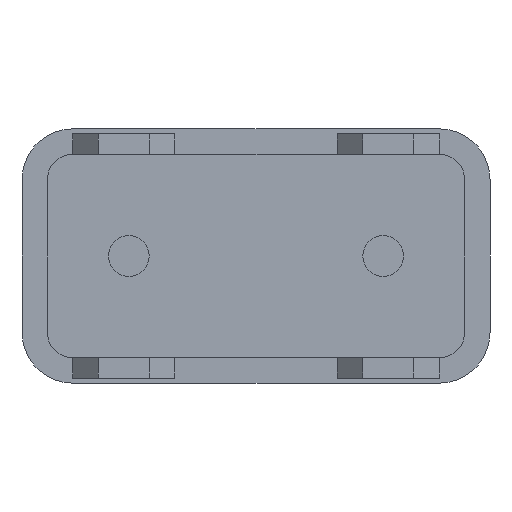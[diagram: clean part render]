
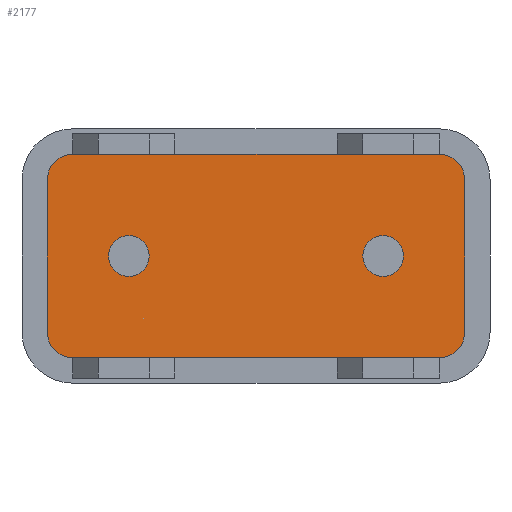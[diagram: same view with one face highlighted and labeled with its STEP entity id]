
A CAD part, front view. The second image highlights one B-rep face of the part: STEP entity #2177.
In plain terms, the highlighted planar face has unit normal (0, -1, 0).
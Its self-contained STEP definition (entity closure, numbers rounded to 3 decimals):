
#41 = ORIENTED_EDGE ( 'NONE', *, *, #1643, .T. ) ;
#107 = LINE ( 'NONE', #1516, #1889 ) ;
#153 = CIRCLE ( 'NONE', #1834, 0.25 ) ;
#173 = VERTEX_POINT ( 'NONE', #1029 ) ;
#179 = DIRECTION ( 'NONE',  ( 0., 0., -1. ) ) ;
#196 = ORIENTED_EDGE ( 'NONE', *, *, #667, .T. ) ;
#201 = DIRECTION ( 'NONE',  ( 0., -1., 0. ) ) ;
#205 = AXIS2_PLACEMENT_3D ( 'NONE', #568, #201, #1419 ) ;
#245 = DIRECTION ( 'NONE',  ( 0., -1., 0. ) ) ;
#270 = DIRECTION ( 'NONE',  ( 0., 1., 0. ) ) ;
#279 = CARTESIAN_POINT ( 'NONE',  ( -1.8, 0.25, -1. ) ) ;
#303 = EDGE_CURVE ( 'NONE', #987, #1219, #378, .T. ) ;
#366 = EDGE_CURVE ( 'NONE', #987, #1771, #1602, .T. ) ;
#368 = DIRECTION ( 'NONE',  ( 0., -1., 0. ) ) ;
#376 = DIRECTION ( 'NONE',  ( 1., 0., 0. ) ) ;
#378 = CIRCLE ( 'NONE', #205, 0.25 ) ;
#423 = DIRECTION ( 'NONE',  ( 1., 0., 0. ) ) ;
#437 = CARTESIAN_POINT ( 'NONE',  ( 2.05, 0.25, -0.75 ) ) ;
#447 = DIRECTION ( 'NONE',  ( 0., 0., 1. ) ) ;
#460 = CARTESIAN_POINT ( 'NONE',  ( -1.8, 0.25, -0.75 ) ) ;
#463 = DIRECTION ( 'NONE',  ( 0., 0., -1. ) ) ;
#479 = CARTESIAN_POINT ( 'NONE',  ( -1.8, 0.25, 1. ) ) ;
#488 = EDGE_CURVE ( 'NONE', #701, #1771, #1233, .T. ) ;
#493 = CARTESIAN_POINT ( 'NONE',  ( 1.8, 0.25, 0.75 ) ) ;
#568 = CARTESIAN_POINT ( 'NONE',  ( -1.8, 0.25, 0.75 ) ) ;
#613 = DIRECTION ( 'NONE',  ( 0., 0., -1. ) ) ;
#667 = EDGE_CURVE ( 'NONE', #173, #1130, #1629, .T. ) ;
#691 = VECTOR ( 'NONE', #376, 1000. ) ;
#701 = VERTEX_POINT ( 'NONE', #714 ) ;
#714 = CARTESIAN_POINT ( 'NONE',  ( 2.05, 0.25, 0.75 ) ) ;
#788 = CARTESIAN_POINT ( 'NONE',  ( -1.8, 0.25, -1. ) ) ;
#805 = CARTESIAN_POINT ( 'NONE',  ( 2.05, 0.25, -0.75 ) ) ;
#813 = DIRECTION ( 'NONE',  ( 0., 0., -1. ) ) ;
#883 = EDGE_CURVE ( 'NONE', #984, #701, #2176, .T. ) ;
#955 = ORIENTED_EDGE ( 'NONE', *, *, #303, .T. ) ;
#962 = VECTOR ( 'NONE', #423, 1000. ) ;
#984 = VERTEX_POINT ( 'NONE', #437 ) ;
#987 = VERTEX_POINT ( 'NONE', #479 ) ;
#988 = EDGE_LOOP ( 'NONE', ( #1961, #41, #1905, #1028, #2034, #955, #1134, #196 ) ) ;
#1028 = ORIENTED_EDGE ( 'NONE', *, *, #488, .T. ) ;
#1029 = CARTESIAN_POINT ( 'NONE',  ( -2.05, 0.25, -0.75 ) ) ;
#1054 = FACE_OUTER_BOUND ( 'NONE', #988, .T. ) ;
#1060 = CARTESIAN_POINT ( 'NONE',  ( -1.8, 0.25, 1. ) ) ;
#1104 = PLANE ( 'NONE',  #2022 ) ;
#1108 = EDGE_CURVE ( 'NONE', #1219, #173, #107, .T. ) ;
#1130 = VERTEX_POINT ( 'NONE', #279 ) ;
#1134 = ORIENTED_EDGE ( 'NONE', *, *, #1108, .T. ) ;
#1139 = AXIS2_PLACEMENT_3D ( 'NONE', #1918, #368, #179 ) ;
#1189 = CARTESIAN_POINT ( 'NONE',  ( -2.05, 0.25, 0.75 ) ) ;
#1219 = VERTEX_POINT ( 'NONE', #1189 ) ;
#1233 = CIRCLE ( 'NONE', #1950, 0.25 ) ;
#1397 = LINE ( 'NONE', #788, #962 ) ;
#1406 = VECTOR ( 'NONE', #1475, 1000. ) ;
#1419 = DIRECTION ( 'NONE',  ( 0., 0., -1. ) ) ;
#1475 = DIRECTION ( 'NONE',  ( 0., 0., 1. ) ) ;
#1516 = CARTESIAN_POINT ( 'NONE',  ( -2.05, 0.25, -0.75 ) ) ;
#1584 = VERTEX_POINT ( 'NONE', #2086 ) ;
#1602 = LINE ( 'NONE', #1060, #691 ) ;
#1629 = CIRCLE ( 'NONE', #1139, 0.25 ) ;
#1643 = EDGE_CURVE ( 'NONE', #1584, #984, #153, .T. ) ;
#1644 = CARTESIAN_POINT ( 'NONE',  ( 1.8, 0.25, -0.75 ) ) ;
#1703 = DIRECTION ( 'NONE',  ( 0., -1., 0. ) ) ;
#1756 = EDGE_CURVE ( 'NONE', #1130, #1584, #1397, .T. ) ;
#1771 = VERTEX_POINT ( 'NONE', #1801 ) ;
#1801 = CARTESIAN_POINT ( 'NONE',  ( 1.8, 0.25, 1. ) ) ;
#1834 = AXIS2_PLACEMENT_3D ( 'NONE', #1644, #245, #613 ) ;
#1889 = VECTOR ( 'NONE', #813, 1000. ) ;
#1905 = ORIENTED_EDGE ( 'NONE', *, *, #883, .T. ) ;
#1918 = CARTESIAN_POINT ( 'NONE',  ( -1.8, 0.25, -0.75 ) ) ;
#1950 = AXIS2_PLACEMENT_3D ( 'NONE', #493, #1703, #463 ) ;
#1961 = ORIENTED_EDGE ( 'NONE', *, *, #1756, .T. ) ;
#2022 = AXIS2_PLACEMENT_3D ( 'NONE', #460, #270, #447 ) ;
#2034 = ORIENTED_EDGE ( 'NONE', *, *, #366, .F. ) ;
#2086 = CARTESIAN_POINT ( 'NONE',  ( 1.8, 0.25, -1. ) ) ;
#2176 = LINE ( 'NONE', #805, #1406 ) ;
#2177 = ADVANCED_FACE ( 'NONE', ( #1054 ), #1104, .F. ) ;
